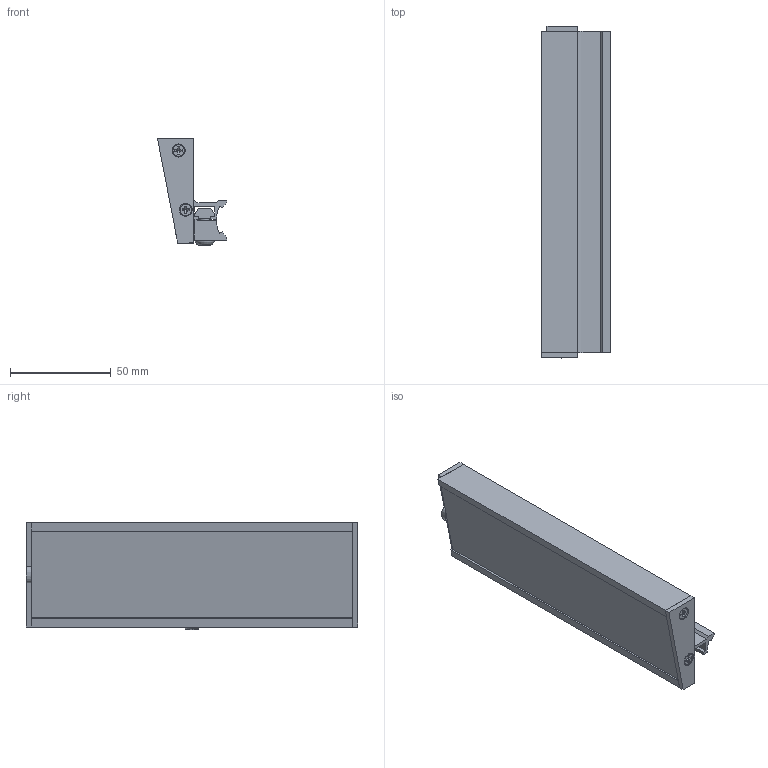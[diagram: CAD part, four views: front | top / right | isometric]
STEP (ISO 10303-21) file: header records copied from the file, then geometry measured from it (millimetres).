
FILE_DESCRIPTION(/* description */ (''),/* implementation_level */ '2;1');
FILE_NAME(/* name */ '79D-103-0.stp',/* time_stamp */ '2022-07-25T11:00:18-04:00',/* author */ ('aorselli'),/* organization */ (''),/* preprocessor_version */ 'ST-DEVELOPER v18.1',/* originating_system */ 'AutoCAD Mechanical',/* authorisation */ '');
FILE_SCHEMA (('AUTOMOTIVE_DESIGN { 1 0 10303 214 3 1 1 }'));
Length unit declared in the file: millimetre
Products named in the file (1): 79D-103-0
Bounding box: 34.35 x 165 x 53.29 mm (x, y, z)
Volume: 42976.6 mm3; surface area: 83611.4 mm2
Topology: 6 solids, 11 shells, 508 faces, 1377 edges, 885 vertices
Faces by surface type: cylinder 200, plane 179, cone 68, bspline 51, torus 10
Entity records: 30097 total; most frequent: CARTESIAN_POINT 18252, ORIENTED_EDGE 2718, DIRECTION 2017, EDGE_CURVE 1359, VERTEX_POINT 885, LINE 701, VECTOR 701, AXIS2_PLACEMENT_3D 658
